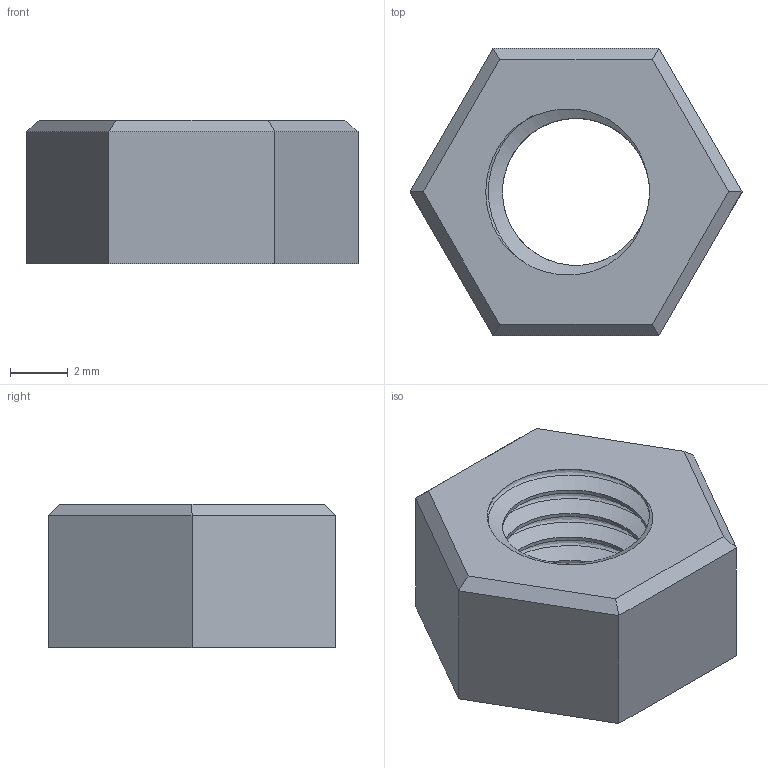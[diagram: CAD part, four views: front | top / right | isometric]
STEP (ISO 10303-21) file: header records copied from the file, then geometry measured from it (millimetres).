
FILE_DESCRIPTION(/* description */ (''),/* implementation_level */ '2;1');
FILE_NAME(/* name */ 'Internal thread.stp',/* time_stamp */ '2018-06-28T14:21:25+01:00',/* author */ ('JamesB'),/* organization */ (''),/* preprocessor_version */ 'ST-DEVELOPER v17',/* originating_system */ 'Autodesk Inventor 2018',/* authorisation */ '');
FILE_SCHEMA (('AUTOMOTIVE_DESIGN { 1 0 10303 214 3 1 1 }'));
Length unit declared in the file: millimetre
Products named in the file (1): Internal thread
Bounding box: 11.55 x 10 x 5 mm (x, y, z)
Volume: 300.9 mm3; surface area: 432.3 mm2
Topology: 1 solids, 1 shells, 23 faces, 57 edges, 36 vertices
Faces by surface type: plane 14, cylinder 6, bspline 3
Full cylindrical faces by diameter (mm): 5.117 x4
Entity records: 2149 total; most frequent: CARTESIAN_POINT 1618, ORIENTED_EDGE 114, DIRECTION 81, EDGE_CURVE 57, VERTEX_POINT 36, LINE 35, VECTOR 35, EDGE_LOOP 25
